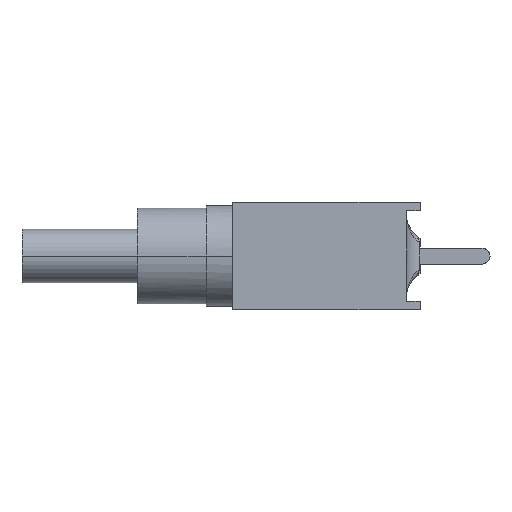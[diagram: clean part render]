
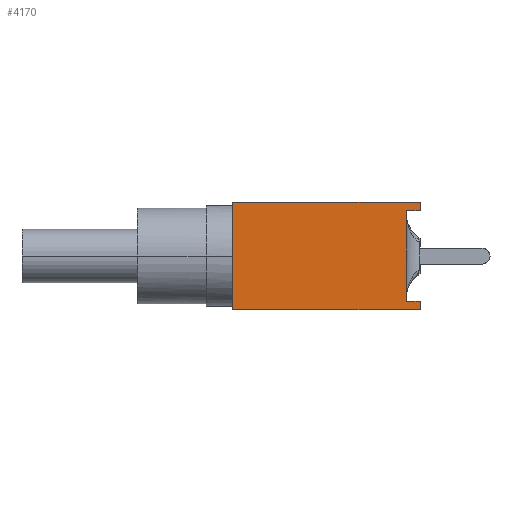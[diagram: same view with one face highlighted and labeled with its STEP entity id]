
A CAD part, left-side view. The second image highlights one B-rep face of the part: STEP entity #4170.
In plain terms, the highlighted planar face has unit normal (-1, 0, 0).
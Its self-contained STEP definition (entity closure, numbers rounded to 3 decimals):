
#32 = ORIENTED_EDGE ( 'NONE', *, *, #3172, .T. ) ;
#33 = CARTESIAN_POINT ( 'NONE',  ( -4.065, -2.794, 8.89 ) ) ;
#166 = CARTESIAN_POINT ( 'NONE',  ( -4.065, -2.794, -0.445 ) ) ;
#188 = LINE ( 'NONE', #3437, #2876 ) ;
#196 = CARTESIAN_POINT ( 'NONE',  ( -4.065, 2.54, 0. ) ) ;
#390 = CARTESIAN_POINT ( 'NONE',  ( -4.065, -2.794, 0.65 ) ) ;
#425 = LINE ( 'NONE', #390, #6750 ) ;
#479 = CARTESIAN_POINT ( 'NONE',  ( -4.065, -2.54, 0. ) ) ;
#509 = CARTESIAN_POINT ( 'NONE',  ( -4.065, -2.54, 8.89 ) ) ;
#741 = EDGE_CURVE ( 'NONE', #3134, #5599, #5425, .T. ) ;
#789 = VERTEX_POINT ( 'NONE', #6633 ) ;
#967 = ORIENTED_EDGE ( 'NONE', *, *, #5588, .T. ) ;
#1145 = DIRECTION ( 'NONE',  ( 0., -1., 0. ) ) ;
#1206 = VECTOR ( 'NONE', #3955, 1000. ) ;
#1249 = DIRECTION ( 'NONE',  ( 0., 0., 1. ) ) ;
#1463 = VERTEX_POINT ( 'NONE', #5515 ) ;
#1484 = DIRECTION ( 'NONE',  ( 0., -1., 0. ) ) ;
#1584 = DIRECTION ( 'NONE',  ( 0., 0., -1. ) ) ;
#1683 = LINE ( 'NONE', #4432, #1206 ) ;
#1700 = ORIENTED_EDGE ( 'NONE', *, *, #5294, .T. ) ;
#1820 = ORIENTED_EDGE ( 'NONE', *, *, #6176, .T. ) ;
#2127 = DIRECTION ( 'NONE',  ( 0., -1., 0. ) ) ;
#2268 = CARTESIAN_POINT ( 'NONE',  ( -4.065, 2.54, -0.445 ) ) ;
#2377 = EDGE_LOOP ( 'NONE', ( #3305, #1820, #6760, #32, #967, #1700, #6530, #3465 ) ) ;
#2465 = VECTOR ( 'NONE', #2801, 1000. ) ;
#2625 = EDGE_CURVE ( 'NONE', #5673, #5599, #1683, .T. ) ;
#2801 = DIRECTION ( 'NONE',  ( 0., 0., 1. ) ) ;
#2876 = VECTOR ( 'NONE', #1249, 1000. ) ;
#3015 = CARTESIAN_POINT ( 'NONE',  ( -4.065, -2.14, 0.65 ) ) ;
#3034 = EDGE_CURVE ( 'NONE', #789, #3638, #188, .T. ) ;
#3081 = VECTOR ( 'NONE', #1145, 1000. ) ;
#3134 = VERTEX_POINT ( 'NONE', #5141 ) ;
#3172 = EDGE_CURVE ( 'NONE', #3638, #6518, #425, .T. ) ;
#3305 = ORIENTED_EDGE ( 'NONE', *, *, #4291, .F. ) ;
#3412 = LINE ( 'NONE', #2268, #2465 ) ;
#3437 = CARTESIAN_POINT ( 'NONE',  ( -4.065, 2.14, -0.445 ) ) ;
#3465 = ORIENTED_EDGE ( 'NONE', *, *, #741, .F. ) ;
#3508 = CARTESIAN_POINT ( 'NONE',  ( -4.065, 2.14, 0.65 ) ) ;
#3638 = VERTEX_POINT ( 'NONE', #3508 ) ;
#3875 = DIRECTION ( 'NONE',  ( -1., 0., 0. ) ) ;
#3955 = DIRECTION ( 'NONE',  ( 0., 0., 1. ) ) ;
#4170 = ADVANCED_FACE ( 'NONE', ( #6093 ), #5558, .T. ) ;
#4256 = VECTOR ( 'NONE', #2127, 1000. ) ;
#4262 = CARTESIAN_POINT ( 'NONE',  ( -4.065, -2.794, 0. ) ) ;
#4287 = CARTESIAN_POINT ( 'NONE',  ( -4.065, -2.14, -0.445 ) ) ;
#4291 = EDGE_CURVE ( 'NONE', #4300, #3134, #3412, .T. ) ;
#4300 = VERTEX_POINT ( 'NONE', #196 ) ;
#4432 = CARTESIAN_POINT ( 'NONE',  ( -4.065, -2.54, -0.445 ) ) ;
#4558 = DIRECTION ( 'NONE',  ( 0., -1., 0. ) ) ;
#4636 = CARTESIAN_POINT ( 'NONE',  ( -4.065, -2.794, 0. ) ) ;
#4817 = VECTOR ( 'NONE', #1584, 1000. ) ;
#5141 = CARTESIAN_POINT ( 'NONE',  ( -4.065, 2.54, 8.89 ) ) ;
#5294 = EDGE_CURVE ( 'NONE', #1463, #5673, #6508, .T. ) ;
#5425 = LINE ( 'NONE', #33, #3081 ) ;
#5515 = CARTESIAN_POINT ( 'NONE',  ( -4.065, -2.14, 0. ) ) ;
#5558 = PLANE ( 'NONE',  #5988 ) ;
#5588 = EDGE_CURVE ( 'NONE', #6518, #1463, #6470, .T. ) ;
#5599 = VERTEX_POINT ( 'NONE', #509 ) ;
#5673 = VERTEX_POINT ( 'NONE', #479 ) ;
#5988 = AXIS2_PLACEMENT_3D ( 'NONE', #166, #3875, #6728 ) ;
#6093 = FACE_OUTER_BOUND ( 'NONE', #2377, .T. ) ;
#6176 = EDGE_CURVE ( 'NONE', #4300, #789, #6775, .T. ) ;
#6470 = LINE ( 'NONE', #4287, #4817 ) ;
#6508 = LINE ( 'NONE', #4262, #4256 ) ;
#6518 = VERTEX_POINT ( 'NONE', #3015 ) ;
#6530 = ORIENTED_EDGE ( 'NONE', *, *, #2625, .T. ) ;
#6545 = VECTOR ( 'NONE', #4558, 1000. ) ;
#6633 = CARTESIAN_POINT ( 'NONE',  ( -4.065, 2.14, 0. ) ) ;
#6728 = DIRECTION ( 'NONE',  ( 0., 0., 1. ) ) ;
#6750 = VECTOR ( 'NONE', #1484, 1000. ) ;
#6760 = ORIENTED_EDGE ( 'NONE', *, *, #3034, .T. ) ;
#6775 = LINE ( 'NONE', #4636, #6545 ) ;
